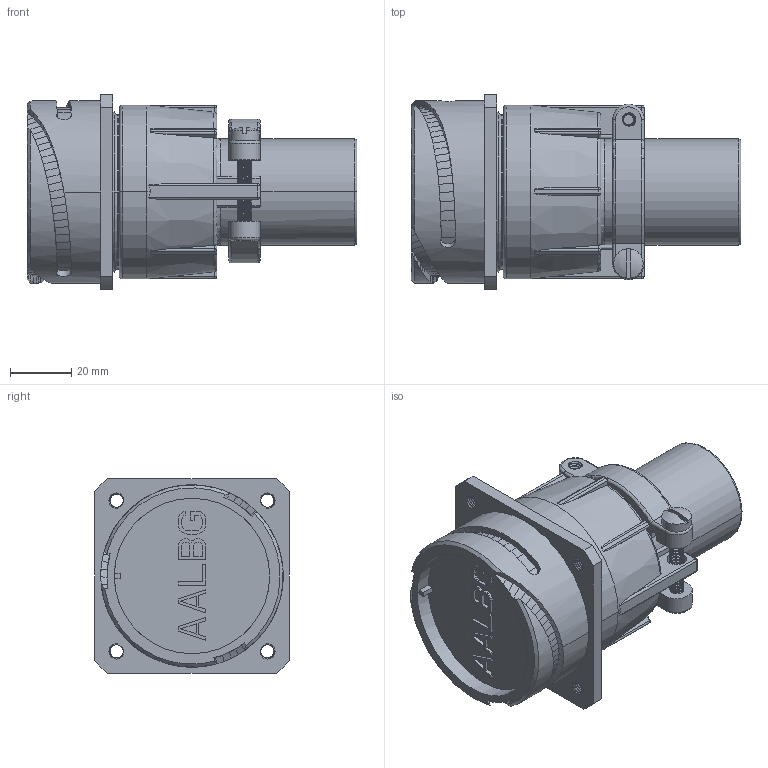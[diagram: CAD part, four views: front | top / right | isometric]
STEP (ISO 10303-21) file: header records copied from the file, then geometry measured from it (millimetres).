
FILE_DESCRIPTION((''),'2;1');
FILE_NAME('VG95234J-36_SW0001','2023-03-06T14:42:53',('paultorloting'),('NET AG system integration'),'CREO PARAMETRIC BY PTC INC, 2021404','CREO PARAMETRIC BY PTC INC, 2021404','');
FILE_SCHEMA(('AUTOMOTIVE_DESIGN { 1 0 10303 214 1 1 1 1 }'));
Length unit declared in the file: millimetre
Products named in the file (1): VG95234J-36_SW0001
Bounding box: 107.72 x 63.5 x 63.5 mm (x, y, z)
Volume: 165716.2 mm3; surface area: 42895.7 mm2
Topology: 1 solids, 1 shells, 1021 faces, 2759 edges, 1757 vertices
Faces by surface type: plane 342, cylinder 325, bspline 285, torus 34, cone 19, sphere 16
Entity records: 67457 total; most frequent: CARTESIAN_POINT 38878, ORIENTED_EDGE 5518, DIRECTION 3468, EDGE_CURVE 2759, VERTEX_POINT 1757, VECTOR 1429, LINE 1429, EDGE_LOOP 1068
